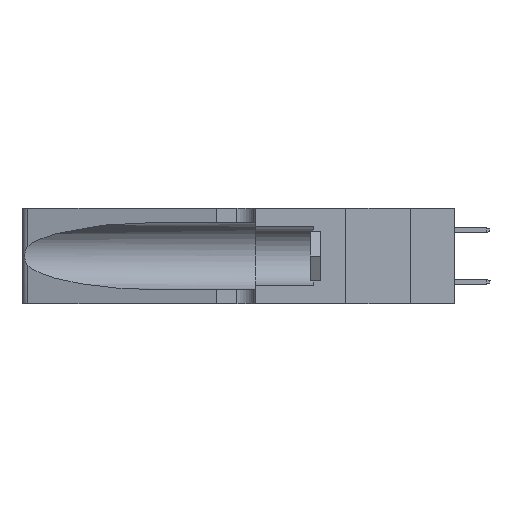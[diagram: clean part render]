
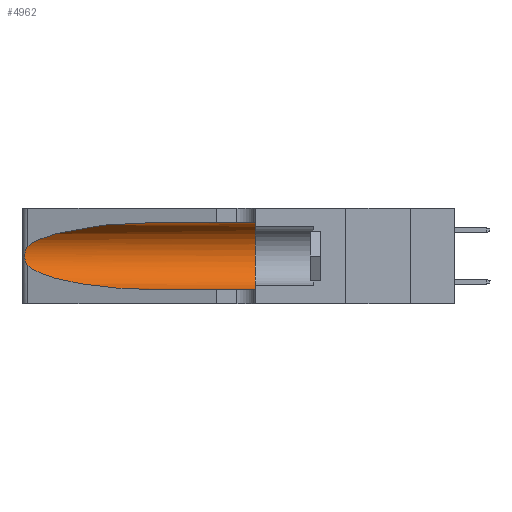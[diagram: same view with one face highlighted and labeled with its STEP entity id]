
A CAD part, left-side view. The second image highlights one B-rep face of the part: STEP entity #4962.
In plain terms, the highlighted cylindrical face has radius 3.308 mm (diameter 6.617 mm), a partial arc.
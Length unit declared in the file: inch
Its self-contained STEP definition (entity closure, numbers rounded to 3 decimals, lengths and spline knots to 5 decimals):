
#4 = VECTOR ( 'NONE', #13425, 39.37008 ) ;
#1069 = VERTEX_POINT ( 'NONE', #25619 ) ;
#1140 = CARTESIAN_POINT ( 'NONE',  ( 0.18966, 0.96281, 0.05475 ) ) ;
#1369 = CIRCLE ( 'NONE', #24393, 0.13025 ) ;
#1657 = VERTEX_POINT ( 'NONE', #7085 ) ;
#1665 = CARTESIAN_POINT ( 'NONE',  ( 0.1305, 0.35, 0.05475 ) ) ;
#3010 = EDGE_CURVE ( 'NONE', #16990, #18945, #1369, .T. ) ;
#3383 = CARTESIAN_POINT ( 'NONE',  ( 0.25487, 1.22718, 0.22369 ) ) ;
#3455 = CARTESIAN_POINT ( 'NONE',  ( 0.25487, 1.22718, 0.14631 ) ) ;
#4110 = AXIS2_PLACEMENT_3D ( 'NONE', #23433, #19626, #9023 ) ;
#4735 = CARTESIAN_POINT ( 'NONE',  ( 0.1305, 1.61858, 0.05475 ) ) ;
#4900 = CARTESIAN_POINT ( 'NONE',  ( 0.1305, 0.72297, 0.05475 ) ) ;
#4962 = ADVANCED_FACE ( 'NONE', ( #19477 ), #7257, .F. ) ;
#5371 = CARTESIAN_POINT ( 'NONE',  ( 0.1305, 0.72297, 0.05475 ) ) ;
#5595 = ORIENTED_EDGE ( 'NONE', *, *, #22148, .T. ) ;
#6247 = CARTESIAN_POINT ( 'NONE',  ( 0.1305, 0.35, 0.31525 ) ) ;
#6513 = CARTESIAN_POINT ( 'NONE',  ( 0.25789, 1.23486, 0.15765 ) ) ;
#6775 = CARTESIAN_POINT ( 'NONE',  ( 0.25555, 1.22994, 0.2215 ) ) ;
#7085 = CARTESIAN_POINT ( 'NONE',  ( 0.25487, 1.22718, 0.14631 ) ) ;
#7177 = CARTESIAN_POINT ( 'NONE',  ( 0.1305, 0.35, 0.185 ) ) ;
#7257 = CYLINDRICAL_SURFACE ( 'NONE', #4110, 0.13025 ) ;
#7453 = CARTESIAN_POINT ( 'NONE',  ( 0.18966, 0.96281, 0.31525 ) ) ;
#7537 = CARTESIAN_POINT ( 'NONE',  ( 0.2373, 1.15595, 0.08982 ) ) ;
#7663 =( BOUNDED_CURVE ( )  B_SPLINE_CURVE ( 3, ( #3455, #7537, #1140, #5371 ),
 .UNSPECIFIED., .F., .T. ) 
 B_SPLINE_CURVE_WITH_KNOTS ( ( 4, 4 ),
 ( 3.44316, 4.71239 ),
 .UNSPECIFIED. ) 
 CURVE ( )  GEOMETRIC_REPRESENTATION_ITEM ( )  RATIONAL_B_SPLINE_CURVE ( ( 1., 0.87, 0.87, 1. ) ) 
 REPRESENTATION_ITEM ( '' )  );
#9023 = DIRECTION ( 'NONE',  ( 0., 0., -1. ) ) ;
#9767 = EDGE_CURVE ( 'NONE', #1069, #16990, #10742, .T. ) ;
#10552 = EDGE_CURVE ( 'NONE', #14430, #1657, #11963, .T. ) ;
#10647 = ORIENTED_EDGE ( 'NONE', *, *, #25970, .T. ) ;
#10732 = CARTESIAN_POINT ( 'NONE',  ( 0.25639, 1.23186, 0.15144 ) ) ;
#10742 = LINE ( 'NONE', #23233, #19601 ) ;
#10860 = CARTESIAN_POINT ( 'NONE',  ( 0.25487, 1.22718, 0.22369 ) ) ;
#11963 = B_SPLINE_CURVE_WITH_KNOTS ( 'NONE', 3,
 ( #10860, #6775, #16688, #12369, #23346, #25023, #22938, #18868, #25418, #12761, #6513, #10732, #20644, #25282 ),
 .UNSPECIFIED., .F., .F.,
 ( 4, 2, 2, 2, 2, 2, 4 ),
 ( 0., 0.00027, 0.00053, 0.00107, 0.0016, 0.00187, 0.00214 ),
 .UNSPECIFIED. ) ;
#12369 = CARTESIAN_POINT ( 'NONE',  ( 0.25787, 1.23484, 0.2124 ) ) ;
#12761 = CARTESIAN_POINT ( 'NONE',  ( 0.25856, 1.23593, 0.16098 ) ) ;
#12898 = DIRECTION ( 'NONE',  ( 0., -1., 0. ) ) ;
#13425 = DIRECTION ( 'NONE',  ( 0., -1., 0. ) ) ;
#14430 = VERTEX_POINT ( 'NONE', #22616 ) ;
#15459 = DIRECTION ( 'NONE',  ( 0., 0., 1. ) ) ;
#15601 = DIRECTION ( 'NONE',  ( 0., 1., 0. ) ) ;
#16688 = CARTESIAN_POINT ( 'NONE',  ( 0.25639, 1.23184, 0.21858 ) ) ;
#16990 = VERTEX_POINT ( 'NONE', #6247 ) ;
#17731 =( BOUNDED_CURVE ( )  B_SPLINE_CURVE ( 3, ( #20087, #7453, #21977, #3383 ),
 .UNSPECIFIED., .F., .T. ) 
 B_SPLINE_CURVE_WITH_KNOTS ( ( 4, 4 ),
 ( 1.5708, 2.84003 ),
 .UNSPECIFIED. ) 
 CURVE ( )  GEOMETRIC_REPRESENTATION_ITEM ( )  RATIONAL_B_SPLINE_CURVE ( ( 1., 0.87, 0.87, 1. ) ) 
 REPRESENTATION_ITEM ( '' )  );
#18103 = EDGE_CURVE ( 'NONE', #1069, #14430, #17731, .T. ) ;
#18227 = LINE ( 'NONE', #4735, #4 ) ;
#18868 = CARTESIAN_POINT ( 'NONE',  ( 0.26075, 1.23896, 0.178 ) ) ;
#18945 = VERTEX_POINT ( 'NONE', #1665 ) ;
#19477 = FACE_OUTER_BOUND ( 'NONE', #21455, .T. ) ;
#19601 = VECTOR ( 'NONE', #12898, 39.37008 ) ;
#19626 = DIRECTION ( 'NONE',  ( 0., -1., 0. ) ) ;
#20087 = CARTESIAN_POINT ( 'NONE',  ( 0.1305, 0.72297, 0.31525 ) ) ;
#20644 = CARTESIAN_POINT ( 'NONE',  ( 0.25555, 1.22993, 0.14849 ) ) ;
#21026 = ORIENTED_EDGE ( 'NONE', *, *, #10552, .T. ) ;
#21455 = EDGE_LOOP ( 'NONE', ( #26022, #21026, #10647, #5595, #26530, #26798 ) ) ;
#21977 = CARTESIAN_POINT ( 'NONE',  ( 0.2373, 1.15595, 0.28018 ) ) ;
#22148 = EDGE_CURVE ( 'NONE', #22488, #18945, #18227, .T. ) ;
#22488 = VERTEX_POINT ( 'NONE', #4900 ) ;
#22616 = CARTESIAN_POINT ( 'NONE',  ( 0.25487, 1.22718, 0.22369 ) ) ;
#22938 = CARTESIAN_POINT ( 'NONE',  ( 0.26075, 1.23896, 0.19203 ) ) ;
#23233 = CARTESIAN_POINT ( 'NONE',  ( 0.1305, 1.61858, 0.31525 ) ) ;
#23346 = CARTESIAN_POINT ( 'NONE',  ( 0.25854, 1.2359, 0.20912 ) ) ;
#23433 = CARTESIAN_POINT ( 'NONE',  ( 0.1305, 1.61858, 0.185 ) ) ;
#24393 = AXIS2_PLACEMENT_3D ( 'NONE', #7177, #15601, #15459 ) ;
#25023 = CARTESIAN_POINT ( 'NONE',  ( 0.26018, 1.23835, 0.19895 ) ) ;
#25282 = CARTESIAN_POINT ( 'NONE',  ( 0.25487, 1.22718, 0.14631 ) ) ;
#25418 = CARTESIAN_POINT ( 'NONE',  ( 0.26017, 1.23833, 0.17102 ) ) ;
#25619 = CARTESIAN_POINT ( 'NONE',  ( 0.1305, 0.72297, 0.31525 ) ) ;
#25970 = EDGE_CURVE ( 'NONE', #1657, #22488, #7663, .T. ) ;
#26022 = ORIENTED_EDGE ( 'NONE', *, *, #18103, .T. ) ;
#26530 = ORIENTED_EDGE ( 'NONE', *, *, #3010, .F. ) ;
#26798 = ORIENTED_EDGE ( 'NONE', *, *, #9767, .F. ) ;
